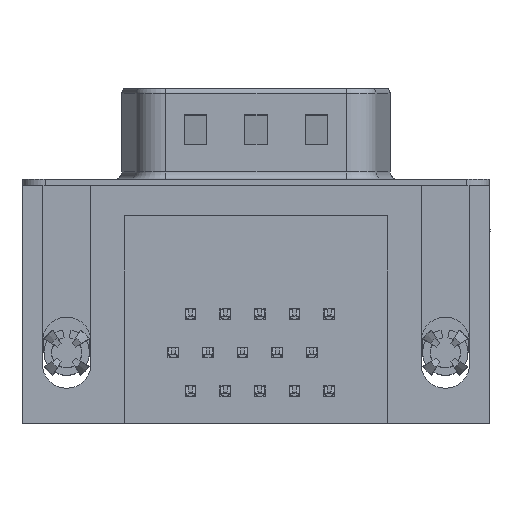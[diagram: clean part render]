
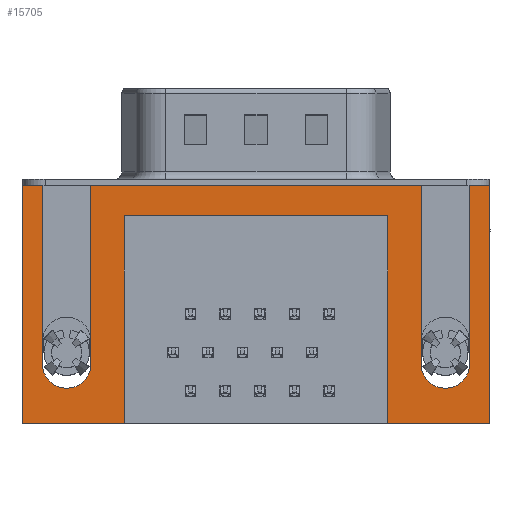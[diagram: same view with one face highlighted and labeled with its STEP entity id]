
A CAD part, front view. The second image highlights one B-rep face of the part: STEP entity #15705.
In plain terms, the highlighted planar face has unit normal (0, -1, 0).
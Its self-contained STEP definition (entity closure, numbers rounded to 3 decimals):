
#8 = LINE ( 'NONE', #20548, #14195 ) ;
#120 = LINE ( 'NONE', #21301, #18675 ) ;
#277 = ORIENTED_EDGE ( 'NONE', *, *, #4971, .T. ) ;
#344 = DIRECTION ( 'NONE',  ( 0., 0., 1. ) ) ;
#657 = VERTEX_POINT ( 'NONE', #22311 ) ;
#934 = DIRECTION ( 'NONE',  ( 0., -1., 0. ) ) ;
#1018 = CIRCLE ( 'NONE', #8702, 1.6 ) ;
#1088 = VERTEX_POINT ( 'NONE', #17350 ) ;
#1312 = CIRCLE ( 'NONE', #20819, 1.6 ) ;
#1510 = CARTESIAN_POINT ( 'NONE',  ( 21.2, -6.275, -2. ) ) ;
#1890 = ORIENTED_EDGE ( 'NONE', *, *, #8630, .F. ) ;
#1961 = ORIENTED_EDGE ( 'NONE', *, *, #20255, .F. ) ;
#2040 = VECTOR ( 'NONE', #14380, 1000. ) ;
#2188 = EDGE_CURVE ( 'NONE', #20135, #10577, #4531, .T. ) ;
#2265 = VECTOR ( 'NONE', #344, 1000. ) ;
#2374 = EDGE_CURVE ( 'NONE', #20737, #2457, #1018, .T. ) ;
#2441 = CARTESIAN_POINT ( 'NONE',  ( 3.79, -6.275, -2. ) ) ;
#2457 = VERTEX_POINT ( 'NONE', #13793 ) ;
#2549 = VERTEX_POINT ( 'NONE', #8789 ) ;
#2686 = ORIENTED_EDGE ( 'NONE', *, *, #19059, .F. ) ;
#2887 = EDGE_CURVE ( 'NONE', #12395, #15456, #15764, .T. ) ;
#2910 = CARTESIAN_POINT ( 'NONE',  ( 1.6, -6.275, 0. ) ) ;
#2964 = VECTOR ( 'NONE', #14468, 1000. ) ;
#3063 = ORIENTED_EDGE ( 'NONE', *, *, #3088, .F. ) ;
#3076 = CARTESIAN_POINT ( 'NONE',  ( 0., -6.275, -11.78 ) ) ;
#3088 = EDGE_CURVE ( 'NONE', #2549, #11463, #16674, .T. ) ;
#3280 = CARTESIAN_POINT ( 'NONE',  ( 27.9, -6.275, 0. ) ) ;
#3362 = VECTOR ( 'NONE', #10975, 1000. ) ;
#3365 = VECTOR ( 'NONE', #7387, 1000. ) ;
#3554 = LINE ( 'NONE', #1510, #2964 ) ;
#3637 = CARTESIAN_POINT ( 'NONE',  ( -2.91, -6.275, 0. ) ) ;
#3699 = VECTOR ( 'NONE', #16688, 1000. ) ;
#3715 = CARTESIAN_POINT ( 'NONE',  ( -2.91, -6.275, -2.5 ) ) ;
#3737 = DIRECTION ( 'NONE',  ( 0., 0., -1. ) ) ;
#3938 = VERTEX_POINT ( 'NONE', #3280 ) ;
#4097 = CARTESIAN_POINT ( 'NONE',  ( -2.91, -6.275, -15.7 ) ) ;
#4216 = ORIENTED_EDGE ( 'NONE', *, *, #12781, .F. ) ;
#4376 = PLANE ( 'NONE',  #13395 ) ;
#4531 = LINE ( 'NONE', #20082, #3362 ) ;
#4561 = FACE_OUTER_BOUND ( 'NONE', #18507, .T. ) ;
#4832 = VECTOR ( 'NONE', #11746, 1000. ) ;
#4945 = DIRECTION ( 'NONE',  ( 0., 0., -1. ) ) ;
#4971 = EDGE_CURVE ( 'NONE', #12395, #3938, #19618, .T. ) ;
#5036 = ORIENTED_EDGE ( 'NONE', *, *, #6933, .F. ) ;
#5501 = CARTESIAN_POINT ( 'NONE',  ( 3.79, -6.275, -2. ) ) ;
#5753 = CARTESIAN_POINT ( 'NONE',  ( -1.6, -6.275, 0. ) ) ;
#5957 = VECTOR ( 'NONE', #16334, 1000. ) ;
#6295 = EDGE_CURVE ( 'NONE', #8122, #13024, #13494, .T. ) ;
#6361 = ORIENTED_EDGE ( 'NONE', *, *, #2374, .F. ) ;
#6811 = VECTOR ( 'NONE', #16920, 1000. ) ;
#6875 = VERTEX_POINT ( 'NONE', #10662 ) ;
#6933 = EDGE_CURVE ( 'NONE', #657, #16217, #10653, .T. ) ;
#6955 = DIRECTION ( 'NONE',  ( 0., -1., 0. ) ) ;
#7021 = LINE ( 'NONE', #19946, #2040 ) ;
#7387 = DIRECTION ( 'NONE',  ( 1., 0., 0. ) ) ;
#7451 = EDGE_CURVE ( 'NONE', #6875, #20737, #1312, .T. ) ;
#7572 = CARTESIAN_POINT ( 'NONE',  ( 26.59, -6.275, 0. ) ) ;
#8122 = VERTEX_POINT ( 'NONE', #23436 ) ;
#8240 = VECTOR ( 'NONE', #14670, 1000. ) ;
#8319 = LINE ( 'NONE', #19933, #3365 ) ;
#8616 = ORIENTED_EDGE ( 'NONE', *, *, #2188, .F. ) ;
#8630 = EDGE_CURVE ( 'NONE', #1088, #18435, #120, .T. ) ;
#8702 = AXIS2_PLACEMENT_3D ( 'NONE', #10893, #21402, #3737 ) ;
#8789 = CARTESIAN_POINT ( 'NONE',  ( 21.2, -6.275, -2. ) ) ;
#9573 = CARTESIAN_POINT ( 'NONE',  ( -2.91, -6.275, 0. ) ) ;
#9597 = CARTESIAN_POINT ( 'NONE',  ( 1.6, -6.275, 0. ) ) ;
#9806 = VECTOR ( 'NONE', #16608, 1000. ) ;
#9957 = EDGE_CURVE ( 'NONE', #15456, #2549, #3554, .T. ) ;
#9963 = DIRECTION ( 'NONE',  ( 0., -1., 0. ) ) ;
#10049 = ORIENTED_EDGE ( 'NONE', *, *, #22164, .F. ) ;
#10233 = AXIS2_PLACEMENT_3D ( 'NONE', #12035, #934, #13877 ) ;
#10358 = CARTESIAN_POINT ( 'NONE',  ( 27.9, -6.275, -15.7 ) ) ;
#10577 = VERTEX_POINT ( 'NONE', #23553 ) ;
#10653 = LINE ( 'NONE', #23837, #20522 ) ;
#10662 = CARTESIAN_POINT ( 'NONE',  ( -1.6, -6.275, -11.78 ) ) ;
#10816 = VERTEX_POINT ( 'NONE', #5753 ) ;
#10893 = CARTESIAN_POINT ( 'NONE',  ( 0., -6.275, -11.78 ) ) ;
#10905 = DIRECTION ( 'NONE',  ( -1., 0., 0. ) ) ;
#10975 = DIRECTION ( 'NONE',  ( 1., 0., 0. ) ) ;
#11307 = DIRECTION ( 'NONE',  ( 0., 0., -1. ) ) ;
#11463 = VERTEX_POINT ( 'NONE', #2441 ) ;
#11746 = DIRECTION ( 'NONE',  ( 0., 0., 1. ) ) ;
#11973 = ORIENTED_EDGE ( 'NONE', *, *, #9957, .F. ) ;
#11978 = EDGE_CURVE ( 'NONE', #10577, #8122, #8, .T. ) ;
#12035 = CARTESIAN_POINT ( 'NONE',  ( 24.99, -6.275, -11.78 ) ) ;
#12395 = VERTEX_POINT ( 'NONE', #10358 ) ;
#12630 = EDGE_CURVE ( 'NONE', #13024, #1088, #23747, .T. ) ;
#12781 = EDGE_CURVE ( 'NONE', #2457, #20135, #22029, .T. ) ;
#13024 = VERTEX_POINT ( 'NONE', #17774 ) ;
#13026 = CARTESIAN_POINT ( 'NONE',  ( 21.2, -6.275, -15.7 ) ) ;
#13395 = AXIS2_PLACEMENT_3D ( 'NONE', #21059, #9963, #22908 ) ;
#13494 = CIRCLE ( 'NONE', #10233, 1.6 ) ;
#13539 = LINE ( 'NONE', #3715, #3699 ) ;
#13793 = CARTESIAN_POINT ( 'NONE',  ( 1.6, -6.275, -11.78 ) ) ;
#13877 = DIRECTION ( 'NONE',  ( 0., 0., 1. ) ) ;
#14195 = VECTOR ( 'NONE', #11307, 1000. ) ;
#14380 = DIRECTION ( 'NONE',  ( 0., 0., -1. ) ) ;
#14468 = DIRECTION ( 'NONE',  ( 0., 0., 1. ) ) ;
#14670 = DIRECTION ( 'NONE',  ( 0., 0., -1. ) ) ;
#14837 = ORIENTED_EDGE ( 'NONE', *, *, #12630, .F. ) ;
#14938 = CARTESIAN_POINT ( 'NONE',  ( 3.79, -6.275, -2. ) ) ;
#15102 = VERTEX_POINT ( 'NONE', #9573 ) ;
#15398 = EDGE_CURVE ( 'NONE', #15102, #10816, #23983, .T. ) ;
#15443 = EDGE_CURVE ( 'NONE', #16217, #15102, #13539, .T. ) ;
#15456 = VERTEX_POINT ( 'NONE', #13026 ) ;
#15606 = ORIENTED_EDGE ( 'NONE', *, *, #7451, .F. ) ;
#15705 = ADVANCED_FACE ( 'NONE', ( #4561 ), #4376, .T. ) ;
#15730 = DIRECTION ( 'NONE',  ( 0., 0., 1. ) ) ;
#15764 = LINE ( 'NONE', #15780, #5957 ) ;
#15780 = CARTESIAN_POINT ( 'NONE',  ( 27.9, -6.275, -15.7 ) ) ;
#16036 = DIRECTION ( 'NONE',  ( 0., -1., 0. ) ) ;
#16217 = VERTEX_POINT ( 'NONE', #4097 ) ;
#16334 = DIRECTION ( 'NONE',  ( -1., 0., 0. ) ) ;
#16608 = DIRECTION ( 'NONE',  ( 1., 0., 0. ) ) ;
#16674 = LINE ( 'NONE', #14938, #6811 ) ;
#16688 = DIRECTION ( 'NONE',  ( 0., 0., 1. ) ) ;
#16920 = DIRECTION ( 'NONE',  ( -1., 0., 0. ) ) ;
#17329 = CARTESIAN_POINT ( 'NONE',  ( 0., -6.275, -13.38 ) ) ;
#17350 = CARTESIAN_POINT ( 'NONE',  ( 26.59, -6.275, -11.78 ) ) ;
#17774 = CARTESIAN_POINT ( 'NONE',  ( 24.99, -6.275, -13.38 ) ) ;
#18042 = CARTESIAN_POINT ( 'NONE',  ( 24.99, -6.275, -11.78 ) ) ;
#18435 = VERTEX_POINT ( 'NONE', #7572 ) ;
#18507 = EDGE_LOOP ( 'NONE', ( #1890, #14837, #23419, #20001, #8616, #4216, #6361, #15606, #1961, #18541, #22896, #5036, #2686, #3063, #11973, #20558, #277, #10049 ) ) ;
#18541 = ORIENTED_EDGE ( 'NONE', *, *, #15398, .F. ) ;
#18675 = VECTOR ( 'NONE', #15730, 1000. ) ;
#19059 = EDGE_CURVE ( 'NONE', #11463, #657, #22997, .T. ) ;
#19206 = CARTESIAN_POINT ( 'NONE',  ( 27.9, -6.275, -2.5 ) ) ;
#19618 = LINE ( 'NONE', #19206, #4832 ) ;
#19907 = DIRECTION ( 'NONE',  ( 0., 0., 1. ) ) ;
#19933 = CARTESIAN_POINT ( 'NONE',  ( -2.91, -6.275, 0. ) ) ;
#19946 = CARTESIAN_POINT ( 'NONE',  ( -1.6, -6.275, 0. ) ) ;
#20001 = ORIENTED_EDGE ( 'NONE', *, *, #11978, .F. ) ;
#20082 = CARTESIAN_POINT ( 'NONE',  ( -2.91, -6.275, 0. ) ) ;
#20135 = VERTEX_POINT ( 'NONE', #2910 ) ;
#20255 = EDGE_CURVE ( 'NONE', #10816, #6875, #7021, .T. ) ;
#20522 = VECTOR ( 'NONE', #10905, 1000. ) ;
#20548 = CARTESIAN_POINT ( 'NONE',  ( 23.39, -6.275, 0. ) ) ;
#20558 = ORIENTED_EDGE ( 'NONE', *, *, #2887, .F. ) ;
#20737 = VERTEX_POINT ( 'NONE', #17329 ) ;
#20819 = AXIS2_PLACEMENT_3D ( 'NONE', #3076, #16036, #4945 ) ;
#21059 = CARTESIAN_POINT ( 'NONE',  ( -2.91, -6.275, -2.5 ) ) ;
#21301 = CARTESIAN_POINT ( 'NONE',  ( 26.59, -6.275, 0. ) ) ;
#21402 = DIRECTION ( 'NONE',  ( 0., -1., 0. ) ) ;
#22029 = LINE ( 'NONE', #9597, #2265 ) ;
#22164 = EDGE_CURVE ( 'NONE', #18435, #3938, #8319, .T. ) ;
#22311 = CARTESIAN_POINT ( 'NONE',  ( 3.79, -6.275, -15.7 ) ) ;
#22896 = ORIENTED_EDGE ( 'NONE', *, *, #15443, .F. ) ;
#22908 = DIRECTION ( 'NONE',  ( 0., 0., -1. ) ) ;
#22997 = LINE ( 'NONE', #5501, #8240 ) ;
#23419 = ORIENTED_EDGE ( 'NONE', *, *, #6295, .F. ) ;
#23436 = CARTESIAN_POINT ( 'NONE',  ( 23.39, -6.275, -11.78 ) ) ;
#23553 = CARTESIAN_POINT ( 'NONE',  ( 23.39, -6.275, 0. ) ) ;
#23747 = CIRCLE ( 'NONE', #23894, 1.6 ) ;
#23837 = CARTESIAN_POINT ( 'NONE',  ( 27.9, -6.275, -15.7 ) ) ;
#23894 = AXIS2_PLACEMENT_3D ( 'NONE', #18042, #6955, #19907 ) ;
#23983 = LINE ( 'NONE', #3637, #9806 ) ;
